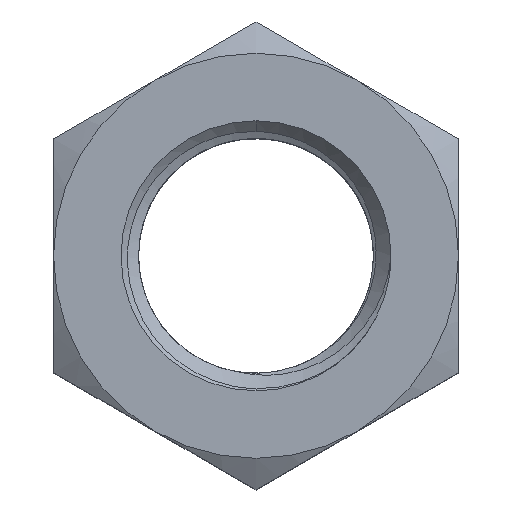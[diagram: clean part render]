
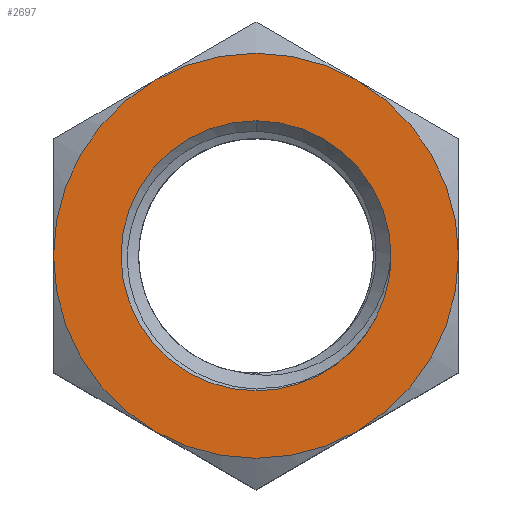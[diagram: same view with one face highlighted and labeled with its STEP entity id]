
A CAD part, top view. The second image highlights one B-rep face of the part: STEP entity #2697.
In plain terms, the highlighted planar face has unit normal (0, 0, 1).
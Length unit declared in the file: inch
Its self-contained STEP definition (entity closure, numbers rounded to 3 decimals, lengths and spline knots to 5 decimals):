
#14 = DIRECTION ( 'NONE',  ( 1., 0., 0. ) ) ;
#15 = DIRECTION ( 'NONE',  ( 0., 0., 1. ) ) ;
#26 = CARTESIAN_POINT ( 'NONE',  ( 0., 0., 0.21875 ) ) ;
#125 = DIRECTION ( 'NONE',  ( 1., 0., 0. ) ) ;
#199 = DIRECTION ( 'NONE',  ( 1., 0., 0. ) ) ;
#200 = DIRECTION ( 'NONE',  ( 0., 0., 1. ) ) ;
#201 = CARTESIAN_POINT ( 'NONE',  ( 0., 0., 0.21875 ) ) ;
#333 = DIRECTION ( 'NONE',  ( 0., 0., 1. ) ) ;
#334 = DIRECTION ( 'NONE',  ( 1., 0., 0. ) ) ;
#362 = CARTESIAN_POINT ( 'NONE',  ( 0., 0., 0.21875 ) ) ;
#366 = DIRECTION ( 'NONE',  ( 1., 0., 0. ) ) ;
#367 = DIRECTION ( 'NONE',  ( 0., 0., 1. ) ) ;
#553 = CARTESIAN_POINT ( 'NONE',  ( 0., 0., 0.21875 ) ) ;
#581 = CARTESIAN_POINT ( 'NONE',  ( 0., 0., 0.21875 ) ) ;
#592 = CARTESIAN_POINT ( 'NONE',  ( 0., 0., 0.21875 ) ) ;
#668 = DIRECTION ( 'NONE',  ( 1., 0., 0. ) ) ;
#674 = DIRECTION ( 'NONE',  ( 0., 0., 1. ) ) ;
#679 = DIRECTION ( 'NONE',  ( 0., 0., 1. ) ) ;
#917 = FACE_BOUND ( 'NONE', #3107, .T. ) ;
#952 = FACE_OUTER_BOUND ( 'NONE', #3116, .T. ) ;
#1031 = AXIS2_PLACEMENT_3D ( 'NONE', #1299, #1298, #1297 ) ;
#1046 = EDGE_CURVE ( 'NONE', #2923, #2887, #3029, .T. ) ;
#1062 = AXIS2_PLACEMENT_3D ( 'NONE', #553, #333, #334 ) ;
#1071 = AXIS2_PLACEMENT_3D ( 'NONE', #2275, #2272, #1928 ) ;
#1083 = EDGE_CURVE ( 'NONE', #2934, #2921, #3021, .T. ) ;
#1084 = AXIS2_PLACEMENT_3D ( 'NONE', #1296, #1294, #1293 ) ;
#1086 = AXIS2_PLACEMENT_3D ( 'NONE', #581, #679, #125 ) ;
#1087 = AXIS2_PLACEMENT_3D ( 'NONE', #1353, #1321, #1320 ) ;
#1088 = AXIS2_PLACEMENT_3D ( 'NONE', #201, #200, #199 ) ;
#1092 = AXIS2_PLACEMENT_3D ( 'NONE', #26, #15, #14 ) ;
#1102 = EDGE_CURVE ( 'NONE', #2937, #2939, #3063, .T. ) ;
#1104 = EDGE_CURVE ( 'NONE', #2939, #2938, #3015, .T. ) ;
#1140 = AXIS2_PLACEMENT_3D ( 'NONE', #362, #367, #366 ) ;
#1149 = EDGE_CURVE ( 'NONE', #3003, #2974, #3050, .T. ) ;
#1164 = AXIS2_PLACEMENT_3D ( 'NONE', #2628, #2625, #2624 ) ;
#1181 = AXIS2_PLACEMENT_3D ( 'NONE', #592, #674, #668 ) ;
#1187 = EDGE_CURVE ( 'NONE', #2921, #2923, #3067, .T. ) ;
#1195 = EDGE_CURVE ( 'NONE', #2938, #2980, #3058, .T. ) ;
#1200 = EDGE_CURVE ( 'NONE', #2887, #2934, #3014, .T. ) ;
#1202 = EDGE_CURVE ( 'NONE', #2974, #2937, #3081, .T. ) ;
#1213 = EDGE_CURVE ( 'NONE', #2980, #3003, #3052, .T. ) ;
#1251 = CARTESIAN_POINT ( 'NONE',  ( -0.375, 0., 0.21875 ) ) ;
#1257 = CARTESIAN_POINT ( 'NONE',  ( -0.1875, 0.32476, 0.21875 ) ) ;
#1260 = CARTESIAN_POINT ( 'NONE',  ( -0.1875, -0.32476, 0.21875 ) ) ;
#1293 = DIRECTION ( 'NONE',  ( 1., 0., 0. ) ) ;
#1294 = DIRECTION ( 'NONE',  ( 0., 0., 1. ) ) ;
#1296 = CARTESIAN_POINT ( 'NONE',  ( 0., 0., 0.21875 ) ) ;
#1297 = DIRECTION ( 'NONE',  ( 1., 0., 0. ) ) ;
#1298 = DIRECTION ( 'NONE',  ( 0., 0., 1. ) ) ;
#1299 = CARTESIAN_POINT ( 'NONE',  ( 0., 0., 0.21875 ) ) ;
#1320 = DIRECTION ( 'NONE',  ( 1., 0., 0. ) ) ;
#1321 = DIRECTION ( 'NONE',  ( 0., 0., 1. ) ) ;
#1353 = CARTESIAN_POINT ( 'NONE',  ( 0., 0., 0.21875 ) ) ;
#1540 = CARTESIAN_POINT ( 'NONE',  ( 0., -0.25, 0.21875 ) ) ;
#1600 = CARTESIAN_POINT ( 'NONE',  ( 0.375, 0., 0.21875 ) ) ;
#1737 = CARTESIAN_POINT ( 'NONE',  ( 0.17678, -0.17678, 0.21875 ) ) ;
#1917 = CARTESIAN_POINT ( 'NONE',  ( 0., 0.25, 0.21875 ) ) ;
#1928 = DIRECTION ( 'NONE',  ( 1., 0., 0. ) ) ;
#2272 = DIRECTION ( 'NONE',  ( 0., 0., 1. ) ) ;
#2275 = CARTESIAN_POINT ( 'NONE',  ( 0., 0., 0.21875 ) ) ;
#2412 = CARTESIAN_POINT ( 'NONE',  ( 0.25, 0., 0.21875 ) ) ;
#2422 = CARTESIAN_POINT ( 'NONE',  ( 0.1875, -0.32476, 0.21875 ) ) ;
#2624 = DIRECTION ( 'NONE',  ( 1., 0., 0. ) ) ;
#2625 = DIRECTION ( 'NONE',  ( 0., 0., 1. ) ) ;
#2627 = PLANE ( 'NONE',  #1164 ) ;
#2628 = CARTESIAN_POINT ( 'NONE',  ( -0.375, 0.21651, 0.21875 ) ) ;
#2650 = CARTESIAN_POINT ( 'NONE',  ( 0.1875, 0.32476, 0.21875 ) ) ;
#2697 = ADVANCED_FACE ( 'NONE', ( #917, #952 ), #2627, .T. ) ;
#2729 = ORIENTED_EDGE ( 'NONE', *, *, #1200, .F. ) ;
#2757 = ORIENTED_EDGE ( 'NONE', *, *, #1046, .F. ) ;
#2767 = ORIENTED_EDGE ( 'NONE', *, *, #1187, .F. ) ;
#2777 = ORIENTED_EDGE ( 'NONE', *, *, #1149, .T. ) ;
#2778 = ORIENTED_EDGE ( 'NONE', *, *, #1104, .T. ) ;
#2790 = ORIENTED_EDGE ( 'NONE', *, *, #1083, .F. ) ;
#2791 = ORIENTED_EDGE ( 'NONE', *, *, #1102, .T. ) ;
#2793 = ORIENTED_EDGE ( 'NONE', *, *, #1202, .T. ) ;
#2804 = ORIENTED_EDGE ( 'NONE', *, *, #1213, .T. ) ;
#2812 = ORIENTED_EDGE ( 'NONE', *, *, #1195, .T. ) ;
#2887 = VERTEX_POINT ( 'NONE', #1737 ) ;
#2921 = VERTEX_POINT ( 'NONE', #1917 ) ;
#2923 = VERTEX_POINT ( 'NONE', #1540 ) ;
#2934 = VERTEX_POINT ( 'NONE', #2412 ) ;
#2937 = VERTEX_POINT ( 'NONE', #2422 ) ;
#2938 = VERTEX_POINT ( 'NONE', #2650 ) ;
#2939 = VERTEX_POINT ( 'NONE', #1600 ) ;
#2974 = VERTEX_POINT ( 'NONE', #1260 ) ;
#2980 = VERTEX_POINT ( 'NONE', #1257 ) ;
#3003 = VERTEX_POINT ( 'NONE', #1251 ) ;
#3014 = CIRCLE ( 'NONE', #1031, 0.25 ) ;
#3015 = CIRCLE ( 'NONE', #1086, 0.375 ) ;
#3021 = CIRCLE ( 'NONE', #1181, 0.25 ) ;
#3029 = CIRCLE ( 'NONE', #1140, 0.25 ) ;
#3050 = CIRCLE ( 'NONE', #1088, 0.375 ) ;
#3052 = CIRCLE ( 'NONE', #1071, 0.375 ) ;
#3058 = CIRCLE ( 'NONE', #1087, 0.375 ) ;
#3063 = CIRCLE ( 'NONE', #1062, 0.375 ) ;
#3067 = CIRCLE ( 'NONE', #1092, 0.25 ) ;
#3081 = CIRCLE ( 'NONE', #1084, 0.375 ) ;
#3107 = EDGE_LOOP ( 'NONE', ( #2790, #2729, #2757, #2767 ) ) ;
#3116 = EDGE_LOOP ( 'NONE', ( #2791, #2778, #2812, #2804, #2777, #2793 ) ) ;
